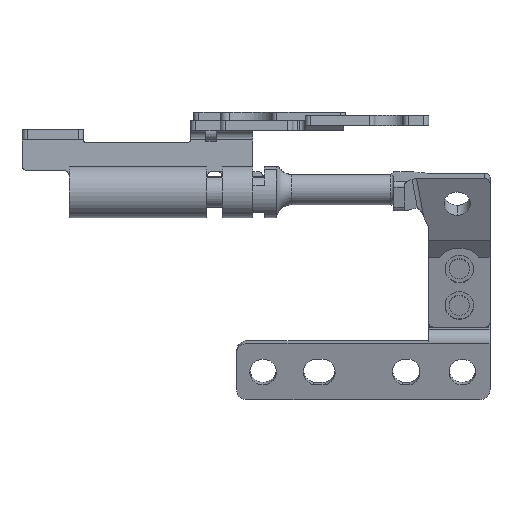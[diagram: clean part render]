
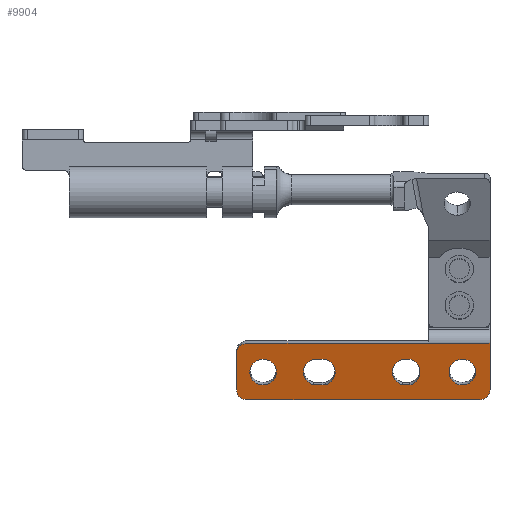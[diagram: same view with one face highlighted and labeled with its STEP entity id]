
A CAD part, top view. The second image highlights one B-rep face of the part: STEP entity #9904.
In plain terms, the highlighted face is planar.
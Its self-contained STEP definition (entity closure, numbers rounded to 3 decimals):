
#8800=CARTESIAN_POINT('',(120.,-5.2,22.8));
#8801=DIRECTION('',(0.,1.,0.));
#8802=DIRECTION('',(-1.,0.,0.));
#8803=AXIS2_PLACEMENT_3D('',#8800,#8801,#8802);
#8808=CARTESIAN_POINT('',(120.,-5.2,22.8));
#8809=DIRECTION('',(0.,1.,0.));
#8810=DIRECTION('',(1.,0.,0.));
#8811=AXIS2_PLACEMENT_3D('',#8808,#8809,#8810);
#8816=CARTESIAN_POINT('',(139.5,-5.2,22.8));
#8817=DIRECTION('',(0.,1.,0.));
#8818=DIRECTION('',(-1.,0.,0.));
#8819=AXIS2_PLACEMENT_3D('',#8816,#8817,#8818);
#8824=CARTESIAN_POINT('',(139.5,-5.2,22.8));
#8825=DIRECTION('',(0.,1.,0.));
#8826=DIRECTION('',(1.,0.,0.));
#8827=AXIS2_PLACEMENT_3D('',#8824,#8825,#8826);
#8832=CARTESIAN_POINT('',(118.4,-5.2,24.6));
#8833=DIRECTION('',(0.,1.,0.));
#8834=DIRECTION('',(-1.,0.,0.));
#8835=AXIS2_PLACEMENT_3D('',#8832,#8833,#8834);
#8840=DIRECTION('',(0.,0.,-1.));
#8841=VECTOR('',#8840,3.7);
#8842=CARTESIAN_POINT('',(117.4,-5.2,24.6));
#8843=LINE('',#8842,#8841);
#8847=CARTESIAN_POINT('',(118.4,-5.2,20.9));
#8848=DIRECTION('',(0.,1.,0.));
#8849=DIRECTION('',(0.,0.,-1.));
#8850=AXIS2_PLACEMENT_3D('',#8847,#8848,#8849);
#8855=DIRECTION('',(1.,0.,0.));
#8856=VECTOR('',#8855,17.8);
#8857=CARTESIAN_POINT('',(118.4,-5.2,19.9));
#8858=LINE('',#8857,#8856);
#8862=DIRECTION('',(0.,0.,-1.));
#8863=VECTOR('',#8862,4.7);
#8864=CARTESIAN_POINT('',(142.2,-5.2,24.6));
#8865=LINE('',#8864,#8863);
#8869=CARTESIAN_POINT('',(141.2,-5.2,24.6));
#8870=DIRECTION('',(0.,1.,0.));
#8871=DIRECTION('',(0.,0.,1.));
#8872=AXIS2_PLACEMENT_3D('',#8869,#8870,#8871);
#8877=DIRECTION('',(-1.,0.,0.));
#8878=VECTOR('',#8877,0.728);
#8879=CARTESIAN_POINT('',(134.364,-5.2,24.1));
#8880=LINE('',#8879,#8878);
#8884=DIRECTION('',(1.,0.,0.));
#8885=VECTOR('',#8884,0.728);
#8886=CARTESIAN_POINT('',(133.636,-5.2,21.5));
#8887=LINE('',#8886,#8885);
#8891=CARTESIAN_POINT('',(125.3,-5.2,22.8));
#8892=DIRECTION('',(0.,1.,0.));
#8893=DIRECTION('',(-0.27,0.,-0.963));
#8894=AXIS2_PLACEMENT_3D('',#8891,#8892,#8893);
#8899=DIRECTION('',(-1.,0.,0.));
#8900=VECTOR('',#8899,1.128);
#8901=CARTESIAN_POINT('',(126.064,-5.2,24.1));
#8902=LINE('',#8901,#8900);
#8906=CARTESIAN_POINT('',(125.7,-5.2,22.8));
#8907=DIRECTION('',(0.,1.,0.));
#8908=DIRECTION('',(0.27,0.,0.963));
#8909=AXIS2_PLACEMENT_3D('',#8906,#8907,#8908);
#8914=DIRECTION('',(1.,0.,0.));
#8915=VECTOR('',#8914,1.128);
#8916=CARTESIAN_POINT('',(124.936,-5.2,21.5));
#8917=LINE('',#8916,#8915);
#9098=DIRECTION('',(-1.,0.,0.));
#9099=VECTOR('',#9098,6.);
#9100=CARTESIAN_POINT('',(142.2,-5.2,19.9));
#9101=LINE('',#9100,#9099);
#9588=DIRECTION('',(1.,0.,0.));
#9589=VECTOR('',#9588,22.8);
#9590=CARTESIAN_POINT('',(118.4,-5.2,25.6));
#9591=LINE('',#9590,#9589);
#9609=CARTESIAN_POINT('',(134.,-5.2,22.8));
#9610=DIRECTION('',(0.,-1.,0.));
#9611=DIRECTION('',(-0.27,0.,0.963));
#9612=AXIS2_PLACEMENT_3D('',#9609,#9610,#9611);
#9654=CARTESIAN_POINT('',(134.,-5.2,22.8));
#9655=DIRECTION('',(0.,-1.,0.));
#9656=DIRECTION('',(0.27,0.,-0.963));
#9657=AXIS2_PLACEMENT_3D('',#9654,#9655,#9656);
#9717=CARTESIAN_POINT('',(136.2,-5.2,19.9));
#9719=VERTEX_POINT('',#9717);
#9725=CARTESIAN_POINT('',(142.2,-5.2,19.9));
#9727=VERTEX_POINT('',#9725);
#9737=CARTESIAN_POINT('',(118.7,-5.2,22.8));
#9738=CARTESIAN_POINT('',(121.3,-5.2,22.8));
#9739=VERTEX_POINT('',#9737);
#9740=VERTEX_POINT('',#9738);
#9741=CARTESIAN_POINT('',(138.2,-5.2,22.8));
#9742=CARTESIAN_POINT('',(140.8,-5.2,22.8));
#9743=VERTEX_POINT('',#9741);
#9744=VERTEX_POINT('',#9742);
#9757=CARTESIAN_POINT('',(117.4,-5.2,24.6));
#9758=VERTEX_POINT('',#9757);
#9759=CARTESIAN_POINT('',(118.4,-5.2,25.6));
#9760=VERTEX_POINT('',#9759);
#9765=CARTESIAN_POINT('',(118.4,-5.2,19.9));
#9766=VERTEX_POINT('',#9765);
#9767=CARTESIAN_POINT('',(117.4,-5.2,20.9));
#9768=VERTEX_POINT('',#9767);
#9769=CARTESIAN_POINT('',(141.2,-5.2,25.6));
#9770=CARTESIAN_POINT('',(142.2,-5.2,24.6));
#9771=VERTEX_POINT('',#9769);
#9772=VERTEX_POINT('',#9770);
#9818=CARTESIAN_POINT('',(133.636,-5.2,24.1));
#9820=VERTEX_POINT('',#9818);
#9822=CARTESIAN_POINT('',(134.364,-5.2,24.1));
#9824=VERTEX_POINT('',#9822);
#9826=CARTESIAN_POINT('',(134.364,-5.2,21.5));
#9828=VERTEX_POINT('',#9826);
#9830=CARTESIAN_POINT('',(133.636,-5.2,21.5));
#9832=VERTEX_POINT('',#9830);
#9834=CARTESIAN_POINT('',(126.064,-5.2,21.5));
#9836=VERTEX_POINT('',#9834);
#9838=CARTESIAN_POINT('',(126.064,-5.2,24.1));
#9840=VERTEX_POINT('',#9838);
#9842=CARTESIAN_POINT('',(124.936,-5.2,21.5));
#9844=VERTEX_POINT('',#9842);
#9846=CARTESIAN_POINT('',(124.936,-5.2,24.1));
#9848=VERTEX_POINT('',#9846);
#9849=CARTESIAN_POINT('',(136.2,-5.2,18.8));
#9850=DIRECTION('',(0.,1.,0.));
#9851=DIRECTION('',(-1.,0.,0.));
#9852=AXIS2_PLACEMENT_3D('',#9849,#9850,#9851);
#9853=PLANE('',#9852);
#9855=ORIENTED_EDGE('',*,*,#9854,.F.);
#9857=ORIENTED_EDGE('',*,*,#9856,.T.);
#9859=ORIENTED_EDGE('',*,*,#9858,.F.);
#9861=ORIENTED_EDGE('',*,*,#9860,.T.);
#9863=ORIENTED_EDGE('',*,*,#9862,.F.);
#9865=ORIENTED_EDGE('',*,*,#9864,.F.);
#9867=ORIENTED_EDGE('',*,*,#9866,.F.);
#9869=ORIENTED_EDGE('',*,*,#9868,.F.);
#9870=EDGE_LOOP('',(#9855,#9857,#9859,#9861,#9863,#9865,#9867,#9869));
#9871=FACE_OUTER_BOUND('',#9870,.F.);
#9873=ORIENTED_EDGE('',*,*,#9872,.T.);
#9875=ORIENTED_EDGE('',*,*,#9874,.T.);
#9876=EDGE_LOOP('',(#9873,#9875));
#9877=FACE_BOUND('',#9876,.F.);
#9879=ORIENTED_EDGE('',*,*,#9878,.T.);
#9881=ORIENTED_EDGE('',*,*,#9880,.T.);
#9882=EDGE_LOOP('',(#9879,#9881));
#9883=FACE_BOUND('',#9882,.F.);
#9885=ORIENTED_EDGE('',*,*,#9884,.F.);
#9887=ORIENTED_EDGE('',*,*,#9886,.F.);
#9889=ORIENTED_EDGE('',*,*,#9888,.F.);
#9891=ORIENTED_EDGE('',*,*,#9890,.F.);
#9892=EDGE_LOOP('',(#9885,#9887,#9889,#9891));
#9893=FACE_BOUND('',#9892,.F.);
#9895=ORIENTED_EDGE('',*,*,#9894,.T.);
#9897=ORIENTED_EDGE('',*,*,#9896,.F.);
#9899=ORIENTED_EDGE('',*,*,#9898,.T.);
#9901=ORIENTED_EDGE('',*,*,#9900,.F.);
#9902=EDGE_LOOP('',(#9895,#9897,#9899,#9901));
#9903=FACE_BOUND('',#9902,.F.);
#9904=ADVANCED_FACE('',(#9871,#9877,#9883,#9893,#9903),#9853,.T.);
#8804=CIRCLE('',#8803,1.3);
#8812=CIRCLE('',#8811,1.3);
#8820=CIRCLE('',#8819,1.3);
#8828=CIRCLE('',#8827,1.3);
#8836=CIRCLE('',#8835,1.);
#8851=CIRCLE('',#8850,1.);
#8873=CIRCLE('',#8872,1.);
#8895=CIRCLE('',#8894,1.35);
#8910=CIRCLE('',#8909,1.35);
#9613=CIRCLE('',#9612,1.35);
#9658=CIRCLE('',#9657,1.35);
#9854=EDGE_CURVE('',#9758,#9760,#8836,.T.);
#9856=EDGE_CURVE('',#9758,#9768,#8843,.T.);
#9858=EDGE_CURVE('',#9766,#9768,#8851,.T.);
#9860=EDGE_CURVE('',#9766,#9719,#8858,.T.);
#9862=EDGE_CURVE('',#9727,#9719,#9101,.T.);
#9864=EDGE_CURVE('',#9772,#9727,#8865,.T.);
#9866=EDGE_CURVE('',#9771,#9772,#8873,.T.);
#9868=EDGE_CURVE('',#9760,#9771,#9591,.T.);
#9872=EDGE_CURVE('',#9743,#9744,#8820,.T.);
#9874=EDGE_CURVE('',#9744,#9743,#8828,.T.);
#9878=EDGE_CURVE('',#9739,#9740,#8804,.T.);
#9880=EDGE_CURVE('',#9740,#9739,#8812,.T.);
#9884=EDGE_CURVE('',#9820,#9832,#9613,.T.);
#9886=EDGE_CURVE('',#9824,#9820,#8880,.T.);
#9888=EDGE_CURVE('',#9828,#9824,#9658,.T.);
#9890=EDGE_CURVE('',#9832,#9828,#8887,.T.);
#9894=EDGE_CURVE('',#9844,#9848,#8895,.T.);
#9896=EDGE_CURVE('',#9840,#9848,#8902,.T.);
#9898=EDGE_CURVE('',#9840,#9836,#8910,.T.);
#9900=EDGE_CURVE('',#9844,#9836,#8917,.T.);
